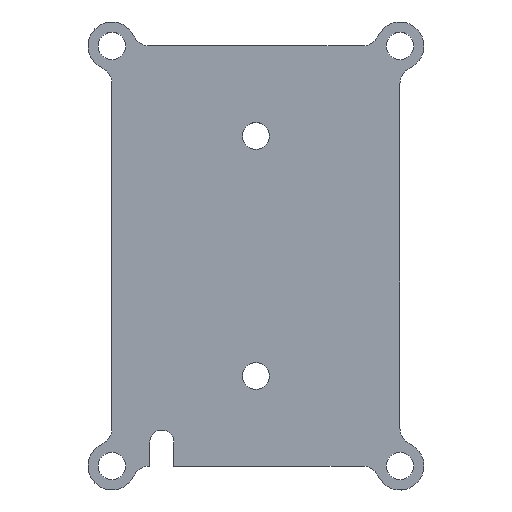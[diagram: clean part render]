
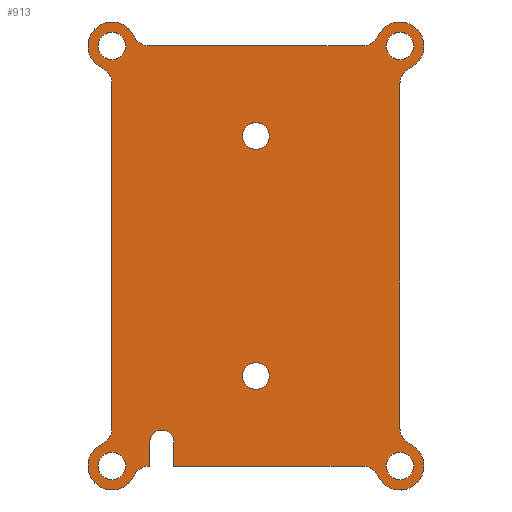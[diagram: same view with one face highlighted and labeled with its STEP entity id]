
A CAD part, top view. The second image highlights one B-rep face of the part: STEP entity #913.
In plain terms, the highlighted planar face has unit normal (0, 0, 1).
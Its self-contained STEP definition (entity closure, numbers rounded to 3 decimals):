
#278 = EDGE_CURVE('',#279,#281,#283,.T.);
#279 = VERTEX_POINT('',#280);
#280 = CARTESIAN_POINT('',(-20.386,36.714,2.));
#281 = VERTEX_POINT('',#282);
#282 = CARTESIAN_POINT('',(-25.714,31.386,2.));
#283 = CIRCLE('',#284,4.);
#284 = AXIS2_PLACEMENT_3D('',#285,#286,#287);
#285 = CARTESIAN_POINT('',(-24.,35.,2.));
#286 = DIRECTION('',(0.,0.,1.));
#287 = DIRECTION('',(1.,0.,0.));
#312 = VERTEX_POINT('',#313);
#313 = CARTESIAN_POINT('',(-24.,28.675,2.));
#319 = EDGE_CURVE('',#281,#312,#320,.T.);
#320 = CIRCLE('',#321,3.);
#321 = AXIS2_PLACEMENT_3D('',#322,#323,#324);
#322 = CARTESIAN_POINT('',(-27.,28.675,2.));
#323 = DIRECTION('',(-0.,-0.,-1.));
#324 = DIRECTION('',(0.,-1.,0.));
#337 = EDGE_CURVE('',#312,#338,#340,.T.);
#338 = VERTEX_POINT('',#339);
#339 = CARTESIAN_POINT('',(-24.,-28.675,2.));
#340 = LINE('',#341,#342);
#341 = CARTESIAN_POINT('',(-24.,35.,2.));
#342 = VECTOR('',#343,1.);
#343 = DIRECTION('',(0.,-1.,0.));
#361 = EDGE_CURVE('',#362,#338,#364,.T.);
#362 = VERTEX_POINT('',#363);
#363 = CARTESIAN_POINT('',(-25.714,-31.386,2.));
#364 = CIRCLE('',#365,3.);
#365 = AXIS2_PLACEMENT_3D('',#366,#367,#368);
#366 = CARTESIAN_POINT('',(-27.,-28.675,2.));
#367 = DIRECTION('',(-0.,0.,1.));
#368 = DIRECTION('',(0.,-1.,0.));
#386 = VERTEX_POINT('',#387);
#387 = CARTESIAN_POINT('',(-20.386,-36.714,2.));
#393 = EDGE_CURVE('',#362,#386,#394,.T.);
#394 = CIRCLE('',#395,4.);
#395 = AXIS2_PLACEMENT_3D('',#396,#397,#398);
#396 = CARTESIAN_POINT('',(-24.,-35.,2.));
#397 = DIRECTION('',(0.,0.,1.));
#398 = DIRECTION('',(1.,0.,0.));
#409 = EDGE_CURVE('',#410,#386,#412,.T.);
#410 = VERTEX_POINT('',#411);
#411 = CARTESIAN_POINT('',(-17.675,-35.,2.));
#412 = CIRCLE('',#413,3.);
#413 = AXIS2_PLACEMENT_3D('',#414,#415,#416);
#414 = CARTESIAN_POINT('',(-17.675,-38.,2.));
#415 = DIRECTION('',(0.,-0.,1.));
#416 = DIRECTION('',(0.,1.,0.));
#436 = EDGE_CURVE('',#437,#410,#439,.T.);
#437 = VERTEX_POINT('',#438);
#438 = CARTESIAN_POINT('',(-17.675,-31.,2.));
#439 = LINE('',#440,#441);
#440 = CARTESIAN_POINT('',(-17.675,-19.5,2.));
#441 = VECTOR('',#442,1.);
#442 = DIRECTION('',(0.,-1.,0.));
#460 = EDGE_CURVE('',#437,#461,#463,.T.);
#461 = VERTEX_POINT('',#462);
#462 = CARTESIAN_POINT('',(-13.675,-31.,2.));
#463 = CIRCLE('',#464,2.);
#464 = AXIS2_PLACEMENT_3D('',#465,#466,#467);
#465 = CARTESIAN_POINT('',(-15.675,-31.,2.));
#466 = DIRECTION('',(0.,0.,-1.));
#467 = DIRECTION('',(1.,0.,0.));
#485 = VERTEX_POINT('',#486);
#486 = CARTESIAN_POINT('',(-13.675,-35.,2.));
#492 = EDGE_CURVE('',#461,#485,#493,.T.);
#493 = LINE('',#494,#495);
#494 = CARTESIAN_POINT('',(-13.675,-19.5,2.));
#495 = VECTOR('',#496,1.);
#496 = DIRECTION('',(0.,-1.,0.));
#509 = EDGE_CURVE('',#485,#510,#512,.T.);
#510 = VERTEX_POINT('',#511);
#511 = CARTESIAN_POINT('',(17.675,-35.,2.));
#512 = LINE('',#513,#514);
#513 = CARTESIAN_POINT('',(-24.,-35.,2.));
#514 = VECTOR('',#515,1.);
#515 = DIRECTION('',(1.,0.,0.));
#533 = VERTEX_POINT('',#534);
#534 = CARTESIAN_POINT('',(20.386,-36.714,2.));
#540 = EDGE_CURVE('',#510,#533,#541,.T.);
#541 = CIRCLE('',#542,3.);
#542 = AXIS2_PLACEMENT_3D('',#543,#544,#545);
#543 = CARTESIAN_POINT('',(17.675,-38.,2.));
#544 = DIRECTION('',(-0.,-0.,-1.));
#545 = DIRECTION('',(0.,-1.,0.));
#556 = EDGE_CURVE('',#533,#557,#559,.T.);
#557 = VERTEX_POINT('',#558);
#558 = CARTESIAN_POINT('',(28.,-35.,2.));
#559 = CIRCLE('',#560,4.);
#560 = AXIS2_PLACEMENT_3D('',#561,#562,#563);
#561 = CARTESIAN_POINT('',(24.,-35.,2.));
#562 = DIRECTION('',(0.,0.,1.));
#563 = DIRECTION('',(1.,0.,0.));
#569 = VERTEX_POINT('',#570);
#570 = CARTESIAN_POINT('',(25.714,-31.386,2.));
#576 = EDGE_CURVE('',#557,#569,#577,.T.);
#577 = CIRCLE('',#578,4.);
#578 = AXIS2_PLACEMENT_3D('',#579,#580,#581);
#579 = CARTESIAN_POINT('',(24.,-35.,2.));
#580 = DIRECTION('',(0.,0.,1.));
#581 = DIRECTION('',(1.,0.,0.));
#593 = EDGE_CURVE('',#594,#569,#596,.T.);
#594 = VERTEX_POINT('',#595);
#595 = CARTESIAN_POINT('',(24.,-28.675,2.));
#596 = CIRCLE('',#597,3.);
#597 = AXIS2_PLACEMENT_3D('',#598,#599,#600);
#598 = CARTESIAN_POINT('',(27.,-28.675,2.));
#599 = DIRECTION('',(-0.,0.,1.));
#600 = DIRECTION('',(0.,-1.,0.));
#618 = EDGE_CURVE('',#594,#619,#621,.T.);
#619 = VERTEX_POINT('',#620);
#620 = CARTESIAN_POINT('',(24.,28.675,2.));
#621 = LINE('',#622,#623);
#622 = CARTESIAN_POINT('',(24.,-35.,2.));
#623 = VECTOR('',#624,1.);
#624 = DIRECTION('',(0.,1.,0.));
#642 = VERTEX_POINT('',#643);
#643 = CARTESIAN_POINT('',(25.714,31.386,2.));
#649 = EDGE_CURVE('',#619,#642,#650,.T.);
#650 = CIRCLE('',#651,3.);
#651 = AXIS2_PLACEMENT_3D('',#652,#653,#654);
#652 = CARTESIAN_POINT('',(27.,28.675,2.));
#653 = DIRECTION('',(-0.,-0.,-1.));
#654 = DIRECTION('',(0.,-1.,0.));
#665 = EDGE_CURVE('',#642,#666,#668,.T.);
#666 = VERTEX_POINT('',#667);
#667 = CARTESIAN_POINT('',(28.,35.,2.));
#668 = CIRCLE('',#669,4.);
#669 = AXIS2_PLACEMENT_3D('',#670,#671,#672);
#670 = CARTESIAN_POINT('',(24.,35.,2.));
#671 = DIRECTION('',(0.,0.,1.));
#672 = DIRECTION('',(1.,0.,0.));
#678 = VERTEX_POINT('',#679);
#679 = CARTESIAN_POINT('',(20.386,36.714,2.));
#685 = EDGE_CURVE('',#666,#678,#686,.T.);
#686 = CIRCLE('',#687,4.);
#687 = AXIS2_PLACEMENT_3D('',#688,#689,#690);
#688 = CARTESIAN_POINT('',(24.,35.,2.));
#689 = DIRECTION('',(0.,0.,1.));
#690 = DIRECTION('',(1.,0.,0.));
#702 = EDGE_CURVE('',#703,#678,#705,.T.);
#703 = VERTEX_POINT('',#704);
#704 = CARTESIAN_POINT('',(17.675,35.,2.));
#705 = CIRCLE('',#706,3.);
#706 = AXIS2_PLACEMENT_3D('',#707,#708,#709);
#707 = CARTESIAN_POINT('',(17.675,38.,2.));
#708 = DIRECTION('',(-0.,0.,1.));
#709 = DIRECTION('',(0.,-1.,0.));
#727 = EDGE_CURVE('',#703,#728,#730,.T.);
#728 = VERTEX_POINT('',#729);
#729 = CARTESIAN_POINT('',(-17.675,35.,2.));
#730 = LINE('',#731,#732);
#731 = CARTESIAN_POINT('',(24.,35.,2.));
#732 = VECTOR('',#733,1.);
#733 = DIRECTION('',(-1.,0.,0.));
#749 = EDGE_CURVE('',#279,#728,#750,.T.);
#750 = CIRCLE('',#751,3.);
#751 = AXIS2_PLACEMENT_3D('',#752,#753,#754);
#752 = CARTESIAN_POINT('',(-17.675,38.,2.));
#753 = DIRECTION('',(0.,-0.,1.));
#754 = DIRECTION('',(0.,1.,0.));
#794 = VERTEX_POINT('',#795);
#795 = CARTESIAN_POINT('',(2.25,-20.,2.));
#801 = EDGE_CURVE('',#794,#794,#802,.T.);
#802 = CIRCLE('',#803,2.25);
#803 = AXIS2_PLACEMENT_3D('',#804,#805,#806);
#804 = CARTESIAN_POINT('',(0.,-20.,2.));
#805 = DIRECTION('',(0.,0.,-1.));
#806 = DIRECTION('',(1.,0.,0.));
#869 = VERTEX_POINT('',#870);
#870 = CARTESIAN_POINT('',(2.25,20.,2.));
#876 = EDGE_CURVE('',#869,#869,#877,.T.);
#877 = CIRCLE('',#878,2.25);
#878 = AXIS2_PLACEMENT_3D('',#879,#880,#881);
#879 = CARTESIAN_POINT('',(0.,20.,2.));
#880 = DIRECTION('',(0.,0.,-1.));
#881 = DIRECTION('',(1.,0.,0.));
#913 = ADVANCED_FACE('',(#914,#937,#948,#951,#962,#973,#976),#987,.T.);
#914 = FACE_BOUND('',#915,.T.);
#915 = EDGE_LOOP('',(#916,#917,#918,#919,#920,#921,#922,#923,#924,#925,
    #926,#927,#928,#929,#930,#931,#932,#933,#934,#935,#936));
#916 = ORIENTED_EDGE('',*,*,#749,.F.);
#917 = ORIENTED_EDGE('',*,*,#278,.T.);
#918 = ORIENTED_EDGE('',*,*,#319,.T.);
#919 = ORIENTED_EDGE('',*,*,#337,.T.);
#920 = ORIENTED_EDGE('',*,*,#361,.F.);
#921 = ORIENTED_EDGE('',*,*,#393,.T.);
#922 = ORIENTED_EDGE('',*,*,#409,.F.);
#923 = ORIENTED_EDGE('',*,*,#436,.F.);
#924 = ORIENTED_EDGE('',*,*,#460,.T.);
#925 = ORIENTED_EDGE('',*,*,#492,.T.);
#926 = ORIENTED_EDGE('',*,*,#509,.T.);
#927 = ORIENTED_EDGE('',*,*,#540,.T.);
#928 = ORIENTED_EDGE('',*,*,#556,.T.);
#929 = ORIENTED_EDGE('',*,*,#576,.T.);
#930 = ORIENTED_EDGE('',*,*,#593,.F.);
#931 = ORIENTED_EDGE('',*,*,#618,.T.);
#932 = ORIENTED_EDGE('',*,*,#649,.T.);
#933 = ORIENTED_EDGE('',*,*,#665,.T.);
#934 = ORIENTED_EDGE('',*,*,#685,.T.);
#935 = ORIENTED_EDGE('',*,*,#702,.F.);
#936 = ORIENTED_EDGE('',*,*,#727,.T.);
#937 = FACE_BOUND('',#938,.T.);
#938 = EDGE_LOOP('',(#939));
#939 = ORIENTED_EDGE('',*,*,#940,.T.);
#940 = EDGE_CURVE('',#941,#941,#943,.T.);
#941 = VERTEX_POINT('',#942);
#942 = CARTESIAN_POINT('',(-21.7,-35.,2.));
#943 = CIRCLE('',#944,2.3);
#944 = AXIS2_PLACEMENT_3D('',#945,#946,#947);
#945 = CARTESIAN_POINT('',(-24.,-35.,2.));
#946 = DIRECTION('',(0.,0.,-1.));
#947 = DIRECTION('',(1.,0.,0.));
#948 = FACE_BOUND('',#949,.T.);
#949 = EDGE_LOOP('',(#950));
#950 = ORIENTED_EDGE('',*,*,#801,.T.);
#951 = FACE_BOUND('',#952,.T.);
#952 = EDGE_LOOP('',(#953));
#953 = ORIENTED_EDGE('',*,*,#954,.T.);
#954 = EDGE_CURVE('',#955,#955,#957,.T.);
#955 = VERTEX_POINT('',#956);
#956 = CARTESIAN_POINT('',(26.3,-35.,2.));
#957 = CIRCLE('',#958,2.3);
#958 = AXIS2_PLACEMENT_3D('',#959,#960,#961);
#959 = CARTESIAN_POINT('',(24.,-35.,2.));
#960 = DIRECTION('',(0.,0.,-1.));
#961 = DIRECTION('',(1.,0.,0.));
#962 = FACE_BOUND('',#963,.T.);
#963 = EDGE_LOOP('',(#964));
#964 = ORIENTED_EDGE('',*,*,#965,.T.);
#965 = EDGE_CURVE('',#966,#966,#968,.T.);
#966 = VERTEX_POINT('',#967);
#967 = CARTESIAN_POINT('',(-21.7,35.,2.));
#968 = CIRCLE('',#969,2.3);
#969 = AXIS2_PLACEMENT_3D('',#970,#971,#972);
#970 = CARTESIAN_POINT('',(-24.,35.,2.));
#971 = DIRECTION('',(0.,0.,-1.));
#972 = DIRECTION('',(1.,0.,0.));
#973 = FACE_BOUND('',#974,.T.);
#974 = EDGE_LOOP('',(#975));
#975 = ORIENTED_EDGE('',*,*,#876,.T.);
#976 = FACE_BOUND('',#977,.T.);
#977 = EDGE_LOOP('',(#978));
#978 = ORIENTED_EDGE('',*,*,#979,.T.);
#979 = EDGE_CURVE('',#980,#980,#982,.T.);
#980 = VERTEX_POINT('',#981);
#981 = CARTESIAN_POINT('',(26.3,35.,2.));
#982 = CIRCLE('',#983,2.3);
#983 = AXIS2_PLACEMENT_3D('',#984,#985,#986);
#984 = CARTESIAN_POINT('',(24.,35.,2.));
#985 = DIRECTION('',(0.,0.,-1.));
#986 = DIRECTION('',(1.,0.,0.));
#987 = PLANE('',#988);
#988 = AXIS2_PLACEMENT_3D('',#989,#990,#991);
#989 = CARTESIAN_POINT('',(0.247,0.,2.));
#990 = DIRECTION('',(0.,0.,1.));
#991 = DIRECTION('',(1.,0.,0.));
